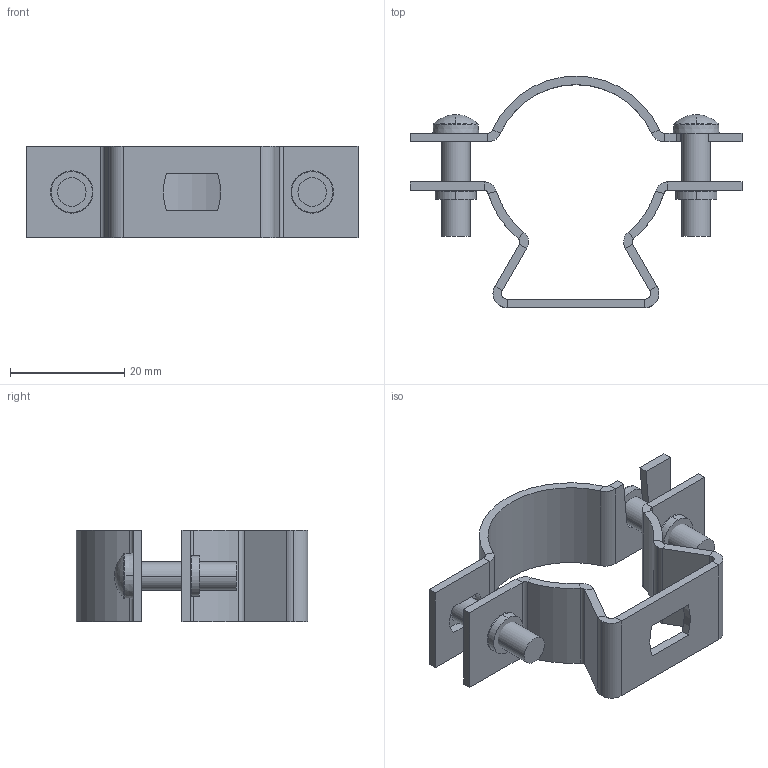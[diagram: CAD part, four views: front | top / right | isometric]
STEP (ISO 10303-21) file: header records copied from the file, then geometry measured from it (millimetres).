
FILE_DESCRIPTION (( 'STEP AP214' ), '1' );
FILE_NAME ('1361295.stp', '2016-07-29T11:04:23', ( '' ), ( '' ), 'SwSTEP 2.0', 'SolidWorks 2014', '' );
FILE_SCHEMA (( 'AUTOMOTIVE_DESIGN' ));
Length unit declared in the file: millimetre
Products named in the file (4): BW001_M5 x 18; BB005-06-02_Standard; BB005-06-01_Standard; 1361295
Assembly tree (4 placements, depth 2):
  1361295
    BB005-06-01_Standard
    BB005-06-02_Standard
    BW001_M5 x 18  x2
Bounding box: 58 x 40.5 x 16 mm (x, y, z)
Volume: 4734.1 mm3; surface area: 6655.3 mm2
Topology: 4 solids, 4 shells, 131 faces, 283 edges, 164 vertices
Faces by surface type: plane 67, cylinder 44, torus 12, sphere 4, cone 4
Entity records: 3423 total; most frequent: DIRECTION 631, CARTESIAN_POINT 542, ORIENTED_EDGE 526, EDGE_CURVE 263, AXIS2_PLACEMENT_3D 240, LINE 151, VECTOR 151, VERTEX_POINT 151
